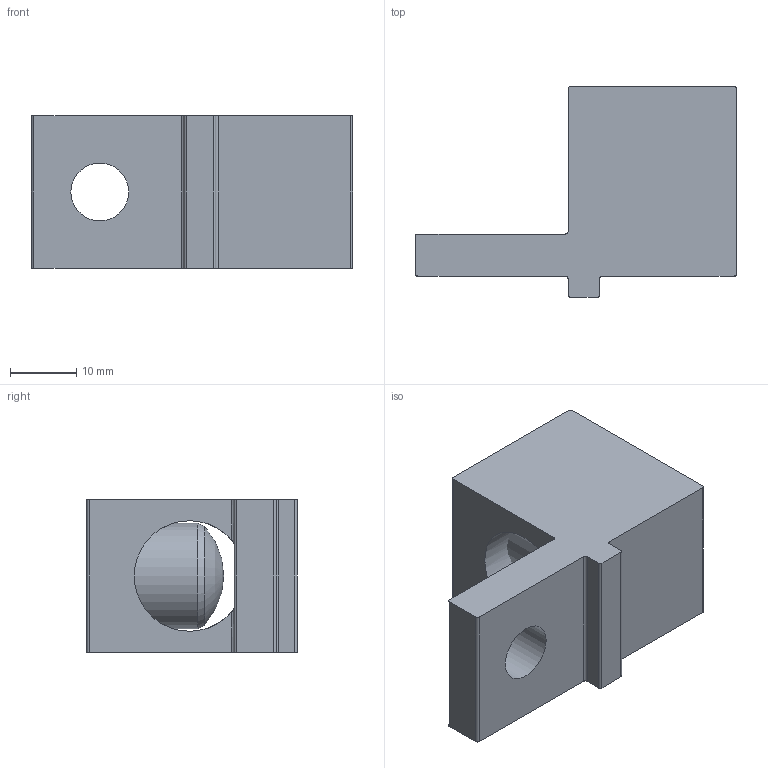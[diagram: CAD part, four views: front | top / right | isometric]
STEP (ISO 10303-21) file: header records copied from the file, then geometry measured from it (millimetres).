
FILE_DESCRIPTION(/* description */ (''),/* implementation_level */ '2;1');
FILE_NAME(/* name */ 'S300-TP-34-51.stp',/* time_stamp */ '2017-11-15T11:51:39-05:00',/* author */ ('tsmith'),/* organization */ (''),/* preprocessor_version */ 'ST-DEVELOPER v16.5',/* originating_system */ 'Autodesk Inventor 2017',/* authorisation */ '');
FILE_SCHEMA (('AUTOMOTIVE_DESIGN { 1 0 10303 214 3 1 1 }'));
Length unit declared in the file: inch
Products named in the file (3): S300-TP-34-51; S300-TP-34-50; 14237
Assembly tree (2 placements, depth 2):
  S300-TP-34-51
    S300-TP-34-50
    14237
Bounding box: 48.41 x 31.75 x 23.01 mm (x, y, z)
Volume: 16072.9 mm3; surface area: 7981.1 mm2
Topology: 2 solids, 2 shells, 46 faces, 123 edges, 81 vertices
Faces by surface type: plane 20, cylinder 17, cone 8, sphere 1
Full cylindrical faces by diameter (mm): 8.712 x1, 14.351 x1, 15.875 x1, 16.662 x1
Entity records: 1504 total; most frequent: CARTESIAN_POINT 352, DIRECTION 228, ORIENTED_EDGE 210, EDGE_CURVE 105, AXIS2_PLACEMENT_3D 86, VERTEX_POINT 74, EDGE_LOOP 63, LINE 56
